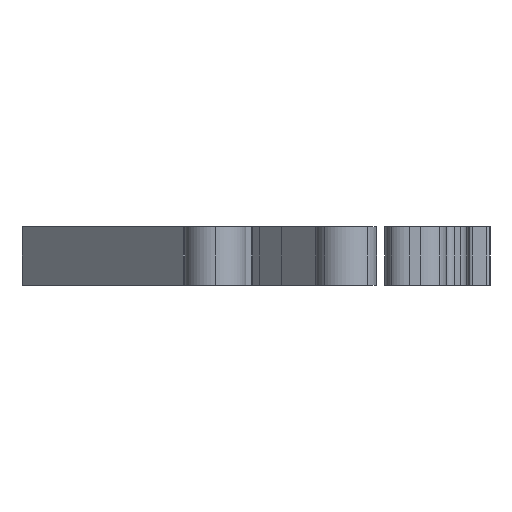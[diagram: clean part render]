
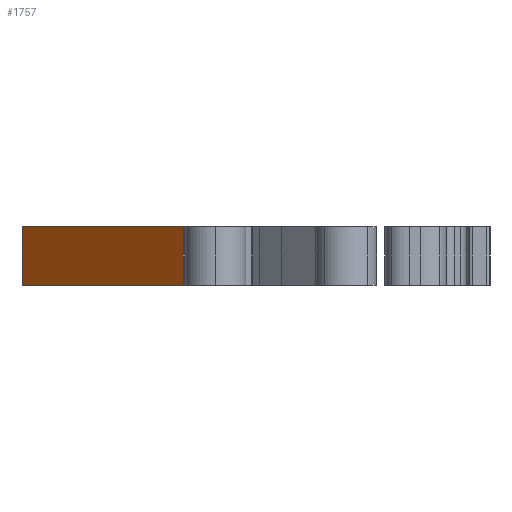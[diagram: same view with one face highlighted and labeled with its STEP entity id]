
A CAD part, left-side view. The second image highlights one B-rep face of the part: STEP entity #1757.
In plain terms, the highlighted free-form (B-spline) face has degree [1, 1] with [2, 2] control points.
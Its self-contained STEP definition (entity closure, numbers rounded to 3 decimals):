
#80 = B_SPLINE_SURFACE_WITH_KNOTS('',1,1,(
    (#81,#82)
    ,(#83,#84)),.UNSPECIFIED.,.F.,.F.,.F.,(2,2),(2,2),(-95.058,
    101.598),(-22.606,68.803),
  .PIECEWISE_BEZIER_KNOTS.);
#81 = CARTESIAN_POINT('',(-18.696,-3.746,3.));
#82 = CARTESIAN_POINT('',(-18.696,14.536,3.));
#83 = CARTESIAN_POINT('',(20.635,-3.746,3.));
#84 = CARTESIAN_POINT('',(20.635,14.536,3.));
#135 = B_SPLINE_SURFACE_WITH_KNOTS('',1,1,(
    (#136,#137)
    ,(#138,#139
    )),.UNSPECIFIED.,.F.,.F.,.F.,(2,2),(2,2),(-95.058,
    101.598),(-22.606,68.803),
  .PIECEWISE_BEZIER_KNOTS.);
#136 = CARTESIAN_POINT('',(-18.696,-3.746,0.));
#137 = CARTESIAN_POINT('',(-18.696,14.536,0.));
#138 = CARTESIAN_POINT('',(20.635,-3.746,0.));
#139 = CARTESIAN_POINT('',(20.635,14.536,0.));
#1656 = B_SPLINE_SURFACE_WITH_KNOTS('',1,1,(
    (#1657,#1658)
    ,(#1659,#1660
    )),.UNSPECIFIED.,.F.,.F.,.F.,(2,2),(2,2),(0.,154.172),(-10.,
    0.),.PIECEWISE_BEZIER_KNOTS.);
#1657 = CARTESIAN_POINT('',(9.026,6.294,3.));
#1658 = CARTESIAN_POINT('',(9.026,6.294,0.));
#1659 = CARTESIAN_POINT('',(0.859,14.536,3.));
#1660 = CARTESIAN_POINT('',(0.859,14.536,0.));
#1692 = VERTEX_POINT('',#1693);
#1693 = CARTESIAN_POINT('',(0.859,14.536,3.));
#1712 = EDGE_CURVE('',#1713,#1692,#1715,.T.);
#1713 = VERTEX_POINT('',#1714);
#1714 = CARTESIAN_POINT('',(0.859,14.536,0.));
#1715 = SURFACE_CURVE('',#1716,(#1719,#1726),.PCURVE_S1.);
#1716 = B_SPLINE_CURVE_WITH_KNOTS('',1,(#1717,#1718),.UNSPECIFIED.,.F.,
  .F.,(2,2),(0.,10.),.PIECEWISE_BEZIER_KNOTS.);
#1717 = CARTESIAN_POINT('',(0.859,14.536,0.));
#1718 = CARTESIAN_POINT('',(0.859,14.536,3.));
#1719 = PCURVE('',#1656,#1720);
#1720 = DEFINITIONAL_REPRESENTATION('',(#1721),#1725);
#1721 = B_SPLINE_CURVE_WITH_KNOTS('',2,(#1722,#1723,#1724),
  .UNSPECIFIED.,.F.,.F.,(3,3),(0.,10.),.PIECEWISE_BEZIER_KNOTS.);
#1722 = CARTESIAN_POINT('',(154.172,0.));
#1723 = CARTESIAN_POINT('',(154.172,-5.));
#1724 = CARTESIAN_POINT('',(154.172,-10.));
#1725 = ( GEOMETRIC_REPRESENTATION_CONTEXT(2) 
PARAMETRIC_REPRESENTATION_CONTEXT() REPRESENTATION_CONTEXT('2D SPACE',''
  ) );
#1726 = PCURVE('',#1727,#1732);
#1727 = B_SPLINE_SURFACE_WITH_KNOTS('',1,1,(
    (#1728,#1729)
    ,(#1730,#1731
    )),.UNSPECIFIED.,.F.,.F.,.F.,(2,2),(2,2),(0.,155.227),(-10.,
    0.),.PIECEWISE_BEZIER_KNOTS.);
#1728 = CARTESIAN_POINT('',(0.859,14.536,3.));
#1729 = CARTESIAN_POINT('',(0.859,14.536,0.));
#1730 = CARTESIAN_POINT('',(-7.421,6.294,3.));
#1731 = CARTESIAN_POINT('',(-7.421,6.294,0.));
#1732 = DEFINITIONAL_REPRESENTATION('',(#1733),#1737);
#1733 = B_SPLINE_CURVE_WITH_KNOTS('',2,(#1734,#1735,#1736),
  .UNSPECIFIED.,.F.,.F.,(3,3),(0.,10.),.PIECEWISE_BEZIER_KNOTS.);
#1734 = CARTESIAN_POINT('',(0.,0.));
#1735 = CARTESIAN_POINT('',(0.,-5.));
#1736 = CARTESIAN_POINT('',(0.,-10.));
#1737 = ( GEOMETRIC_REPRESENTATION_CONTEXT(2) 
PARAMETRIC_REPRESENTATION_CONTEXT() REPRESENTATION_CONTEXT('2D SPACE',''
  ) );
#1757 = ADVANCED_FACE('',(#1758),#1727,.F.);
#1758 = FACE_BOUND('',#1759,.F.);
#1759 = EDGE_LOOP('',(#1760,#1761,#1782,#1809));
#1760 = ORIENTED_EDGE('',*,*,#1712,.T.);
#1761 = ORIENTED_EDGE('',*,*,#1762,.T.);
#1762 = EDGE_CURVE('',#1692,#1763,#1765,.T.);
#1763 = VERTEX_POINT('',#1764);
#1764 = CARTESIAN_POINT('',(-7.421,6.294,3.));
#1765 = SURFACE_CURVE('',#1766,(#1769,#1776),.PCURVE_S1.);
#1766 = B_SPLINE_CURVE_WITH_KNOTS('',1,(#1767,#1768),.UNSPECIFIED.,.F.,
  .F.,(2,2),(0.,155.227),.PIECEWISE_BEZIER_KNOTS.);
#1767 = CARTESIAN_POINT('',(0.859,14.536,3.));
#1768 = CARTESIAN_POINT('',(-7.421,6.294,3.));
#1769 = PCURVE('',#1727,#1770);
#1770 = DEFINITIONAL_REPRESENTATION('',(#1771),#1775);
#1771 = B_SPLINE_CURVE_WITH_KNOTS('',2,(#1772,#1773,#1774),
  .UNSPECIFIED.,.F.,.F.,(3,3),(0.,155.227),
  .PIECEWISE_BEZIER_KNOTS.);
#1772 = CARTESIAN_POINT('',(0.,-10.));
#1773 = CARTESIAN_POINT('',(77.614,-10.));
#1774 = CARTESIAN_POINT('',(155.227,-10.));
#1775 = ( GEOMETRIC_REPRESENTATION_CONTEXT(2) 
PARAMETRIC_REPRESENTATION_CONTEXT() REPRESENTATION_CONTEXT('2D SPACE',''
  ) );
#1776 = PCURVE('',#80,#1777);
#1777 = DEFINITIONAL_REPRESENTATION('',(#1778),#1781);
#1778 = B_SPLINE_CURVE_WITH_KNOTS('',1,(#1779,#1780),.UNSPECIFIED.,.F.,
  .F.,(2,2),(0.,155.227),.PIECEWISE_BEZIER_KNOTS.);
#1779 = CARTESIAN_POINT('',(2.718,68.803));
#1780 = CARTESIAN_POINT('',(-38.68,27.595));
#1781 = ( GEOMETRIC_REPRESENTATION_CONTEXT(2) 
PARAMETRIC_REPRESENTATION_CONTEXT() REPRESENTATION_CONTEXT('2D SPACE',''
  ) );
#1782 = ORIENTED_EDGE('',*,*,#1783,.F.);
#1783 = EDGE_CURVE('',#1784,#1763,#1786,.T.);
#1784 = VERTEX_POINT('',#1785);
#1785 = CARTESIAN_POINT('',(-7.421,6.294,0.));
#1786 = SURFACE_CURVE('',#1787,(#1790,#1797),.PCURVE_S1.);
#1787 = B_SPLINE_CURVE_WITH_KNOTS('',1,(#1788,#1789),.UNSPECIFIED.,.F.,
  .F.,(2,2),(0.,10.),.PIECEWISE_BEZIER_KNOTS.);
#1788 = CARTESIAN_POINT('',(-7.421,6.294,0.));
#1789 = CARTESIAN_POINT('',(-7.421,6.294,3.));
#1790 = PCURVE('',#1727,#1791);
#1791 = DEFINITIONAL_REPRESENTATION('',(#1792),#1796);
#1792 = B_SPLINE_CURVE_WITH_KNOTS('',2,(#1793,#1794,#1795),
  .UNSPECIFIED.,.F.,.F.,(3,3),(0.,10.),.PIECEWISE_BEZIER_KNOTS.);
#1793 = CARTESIAN_POINT('',(155.227,0.));
#1794 = CARTESIAN_POINT('',(155.227,-5.));
#1795 = CARTESIAN_POINT('',(155.227,-10.));
#1796 = ( GEOMETRIC_REPRESENTATION_CONTEXT(2) 
PARAMETRIC_REPRESENTATION_CONTEXT() REPRESENTATION_CONTEXT('2D SPACE',''
  ) );
#1797 = PCURVE('',#1798,#1803);
#1798 = B_SPLINE_SURFACE_WITH_KNOTS('',1,1,(
    (#1799,#1800)
    ,(#1801,#1802
    )),.UNSPECIFIED.,.F.,.F.,.F.,(2,2),(2,2),(0.,35.067),(-10.,0.),
  .PIECEWISE_BEZIER_KNOTS.);
#1799 = CARTESIAN_POINT('',(-7.421,6.294,3.));
#1800 = CARTESIAN_POINT('',(-7.421,6.294,0.));
#1801 = CARTESIAN_POINT('',(-4.781,6.294,3.));
#1802 = CARTESIAN_POINT('',(-4.781,6.294,0.));
#1803 = DEFINITIONAL_REPRESENTATION('',(#1804),#1808);
#1804 = B_SPLINE_CURVE_WITH_KNOTS('',2,(#1805,#1806,#1807),
  .UNSPECIFIED.,.F.,.F.,(3,3),(0.,10.),.PIECEWISE_BEZIER_KNOTS.);
#1805 = CARTESIAN_POINT('',(0.,0.));
#1806 = CARTESIAN_POINT('',(0.,-5.));
#1807 = CARTESIAN_POINT('',(0.,-10.));
#1808 = ( GEOMETRIC_REPRESENTATION_CONTEXT(2) 
PARAMETRIC_REPRESENTATION_CONTEXT() REPRESENTATION_CONTEXT('2D SPACE',''
  ) );
#1809 = ORIENTED_EDGE('',*,*,#1810,.F.);
#1810 = EDGE_CURVE('',#1713,#1784,#1811,.T.);
#1811 = SURFACE_CURVE('',#1812,(#1815,#1822),.PCURVE_S1.);
#1812 = B_SPLINE_CURVE_WITH_KNOTS('',1,(#1813,#1814),.UNSPECIFIED.,.F.,
  .F.,(2,2),(0.,155.227),.PIECEWISE_BEZIER_KNOTS.);
#1813 = CARTESIAN_POINT('',(0.859,14.536,0.));
#1814 = CARTESIAN_POINT('',(-7.421,6.294,0.));
#1815 = PCURVE('',#1727,#1816);
#1816 = DEFINITIONAL_REPRESENTATION('',(#1817),#1821);
#1817 = B_SPLINE_CURVE_WITH_KNOTS('',2,(#1818,#1819,#1820),
  .UNSPECIFIED.,.F.,.F.,(3,3),(0.,155.227),
  .PIECEWISE_BEZIER_KNOTS.);
#1818 = CARTESIAN_POINT('',(0.,0.));
#1819 = CARTESIAN_POINT('',(77.614,0.));
#1820 = CARTESIAN_POINT('',(155.227,0.));
#1821 = ( GEOMETRIC_REPRESENTATION_CONTEXT(2) 
PARAMETRIC_REPRESENTATION_CONTEXT() REPRESENTATION_CONTEXT('2D SPACE',''
  ) );
#1822 = PCURVE('',#135,#1823);
#1823 = DEFINITIONAL_REPRESENTATION('',(#1824),#1827);
#1824 = B_SPLINE_CURVE_WITH_KNOTS('',1,(#1825,#1826),.UNSPECIFIED.,.F.,
  .F.,(2,2),(0.,155.227),.PIECEWISE_BEZIER_KNOTS.);
#1825 = CARTESIAN_POINT('',(2.718,68.803));
#1826 = CARTESIAN_POINT('',(-38.68,27.595));
#1827 = ( GEOMETRIC_REPRESENTATION_CONTEXT(2) 
PARAMETRIC_REPRESENTATION_CONTEXT() REPRESENTATION_CONTEXT('2D SPACE',''
  ) );
